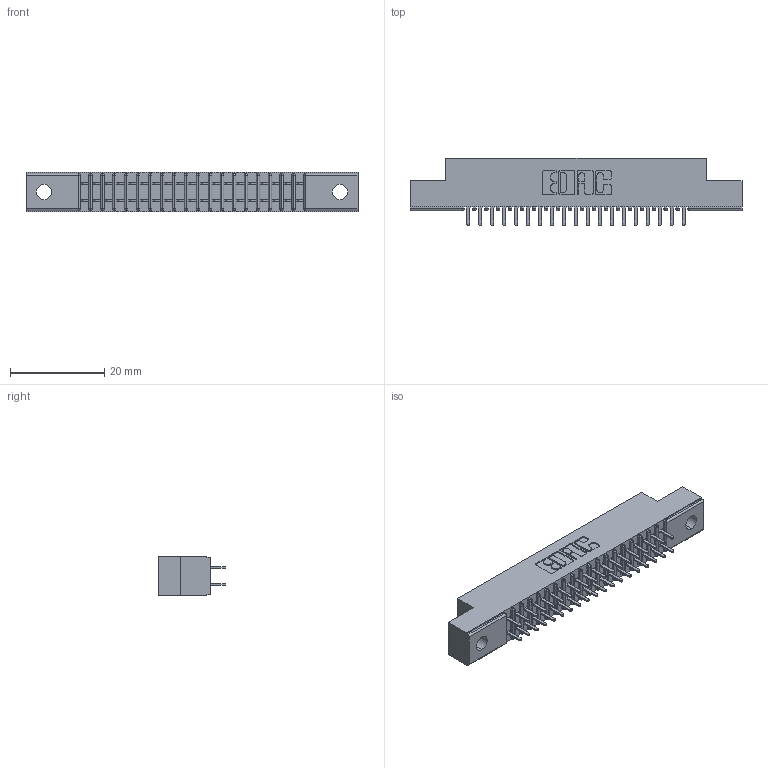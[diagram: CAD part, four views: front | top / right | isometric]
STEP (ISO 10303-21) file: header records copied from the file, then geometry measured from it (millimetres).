
FILE_DESCRIPTION (( 'STEP AP203' ), '1' );
FILE_NAME ('341-038-520-202.STEP', '2018-08-06T23:18:48', ( '' ), ( '' ), 'SwSTEP 2.0', 'SolidWorks 2016', '' );
FILE_SCHEMA (( 'CONFIG_CONTROL_DESIGN' ));
Length unit declared in the file: inch
Products named in the file (3): 341 Part_.128 (3.25) Dia Mounting Holes; 341-292-001_341-292-120; 341-038-520-202
Assembly tree (39 placements, depth 2):
  341-038-520-202
    341 Part_.128 (3.25) Dia Mounting Holes
    341-292-001_341-292-120  x38
Bounding box: 70.48 x 14.27 x 8.38 mm (x, y, z)
Volume: 3982.3 mm3; surface area: 7834.9 mm2
Topology: 39 solids, 39 shells, 2624 faces, 7593 edges, 4918 vertices
Faces by surface type: plane 1588, cylinder 960, sphere 40, torus 36
Entity records: 26060 total; most frequent: CARTESIAN_POINT 4333, ORIENTED_EDGE 4302, DIRECTION 4221, EDGE_CURVE 2151, VECTOR 1713, LINE 1713, VERTEX_POINT 1366, AXIS2_PLACEMENT_3D 1254
